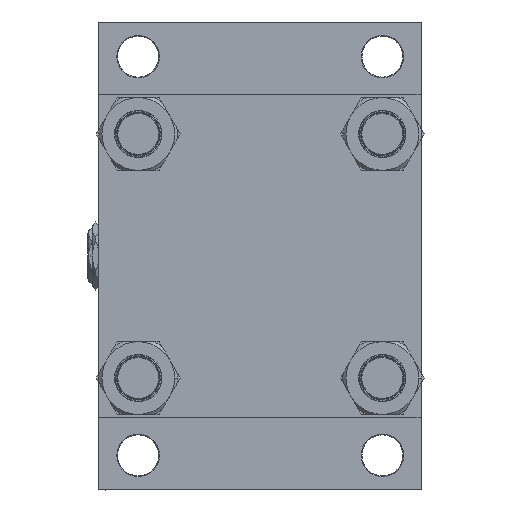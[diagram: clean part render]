
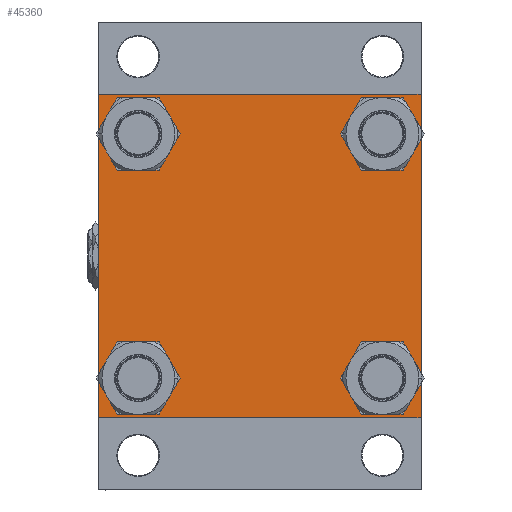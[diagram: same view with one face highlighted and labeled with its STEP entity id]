
A CAD part, left-side view. The second image highlights one B-rep face of the part: STEP entity #45360.
In plain terms, the highlighted planar face has unit normal (-1, 0, 0).
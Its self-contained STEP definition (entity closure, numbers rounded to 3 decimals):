
#344 = ORIENTED_EDGE ( 'NONE', *, *, #33444, .T. ) ;
#422 = EDGE_CURVE ( 'NONE', #42505, #14829, #2802, .T. ) ;
#883 = EDGE_CURVE ( 'NONE', #37743, #48089, #10972, .T. ) ;
#1289 = AXIS2_PLACEMENT_3D ( 'NONE', #35900, #43821, #17322 ) ;
#1607 = CIRCLE ( 'NONE', #16226, 14. ) ;
#1646 = DIRECTION ( 'NONE',  ( 1., 0., 0. ) ) ;
#1737 = EDGE_CURVE ( 'NONE', #27162, #6181, #2054, .T. ) ;
#1897 = DIRECTION ( 'NONE',  ( 0., 0., 1. ) ) ;
#2054 = CIRCLE ( 'NONE', #41076, 14. ) ;
#2318 = EDGE_CURVE ( 'NONE', #6181, #27162, #9401, .T. ) ;
#2802 = CIRCLE ( 'NONE', #38584, 14. ) ;
#3906 = LINE ( 'NONE', #19411, #24864 ) ;
#4869 = CARTESIAN_POINT ( 'NONE',  ( 0., 102., -102.5 ) ) ;
#4946 = DIRECTION ( 'NONE',  ( -1., 0., 0. ) ) ;
#6181 = VERTEX_POINT ( 'NONE', #13620 ) ;
#6587 = CARTESIAN_POINT ( 'NONE',  ( 0., 77.45, 63.45 ) ) ;
#7084 = CARTESIAN_POINT ( 'NONE',  ( 0., 102.25, -102.25 ) ) ;
#7318 = ORIENTED_EDGE ( 'NONE', *, *, #883, .T. ) ;
#7321 = CARTESIAN_POINT ( 'NONE',  ( 0., -102.5, -102. ) ) ;
#7330 = EDGE_CURVE ( 'NONE', #29262, #38042, #41568, .T. ) ;
#7353 = DIRECTION ( 'NONE',  ( 0., 0., 1. ) ) ;
#7689 = CARTESIAN_POINT ( 'NONE',  ( 0., 102.25, 102.25 ) ) ;
#8498 = FACE_BOUND ( 'NONE', #28790, .T. ) ;
#8787 = LINE ( 'NONE', #16927, #20346 ) ;
#9066 = EDGE_CURVE ( 'NONE', #24236, #35780, #22361, .T. ) ;
#9401 = CIRCLE ( 'NONE', #1289, 14. ) ;
#9768 = DIRECTION ( 'NONE',  ( 0., 0., 1. ) ) ;
#10099 = DIRECTION ( 'NONE',  ( 0., 0., -1. ) ) ;
#10746 = ORIENTED_EDGE ( 'NONE', *, *, #32315, .T. ) ;
#10972 = CIRCLE ( 'NONE', #46744, 14. ) ;
#11251 = CARTESIAN_POINT ( 'NONE',  ( 0., -77.45, -91.45 ) ) ;
#11399 = CARTESIAN_POINT ( 'NONE',  ( 0., -102.25, -102.25 ) ) ;
#11555 = EDGE_CURVE ( 'NONE', #35780, #24669, #30377, .T. ) ;
#12247 = DIRECTION ( 'NONE',  ( 1., 0., 0. ) ) ;
#12878 = ORIENTED_EDGE ( 'NONE', *, *, #32583, .F. ) ;
#13022 = DIRECTION ( 'NONE',  ( 0., -1., 0. ) ) ;
#13082 = VECTOR ( 'NONE', #13022, 1000. ) ;
#13620 = CARTESIAN_POINT ( 'NONE',  ( 0., 77.45, -91.45 ) ) ;
#13832 = EDGE_LOOP ( 'NONE', ( #22954, #24476, #24258, #18626, #36307, #38516, #12878, #17022 ) ) ;
#13903 = AXIS2_PLACEMENT_3D ( 'NONE', #37765, #33450, #41346 ) ;
#13921 = CARTESIAN_POINT ( 'NONE',  ( 0., 102.5, 102.5 ) ) ;
#14829 = VERTEX_POINT ( 'NONE', #38123 ) ;
#15083 = DIRECTION ( 'NONE',  ( 0., -1., 0. ) ) ;
#15201 = DIRECTION ( 'NONE',  ( 0., -0.707, 0.707 ) ) ;
#15931 = VECTOR ( 'NONE', #46139, 1000. ) ;
#15999 = EDGE_CURVE ( 'NONE', #14829, #42505, #25118, .T. ) ;
#16059 = CARTESIAN_POINT ( 'NONE',  ( 0., -77.45, 77.45 ) ) ;
#16192 = CARTESIAN_POINT ( 'NONE',  ( 0., 77.45, -63.45 ) ) ;
#16226 = AXIS2_PLACEMENT_3D ( 'NONE', #34739, #1646, #1897 ) ;
#16927 = CARTESIAN_POINT ( 'NONE',  ( 0., -102.5, 102.5 ) ) ;
#17022 = ORIENTED_EDGE ( 'NONE', *, *, #7330, .T. ) ;
#17198 = VERTEX_POINT ( 'NONE', #7321 ) ;
#17322 = DIRECTION ( 'NONE',  ( 0., 0., 1. ) ) ;
#17543 = CARTESIAN_POINT ( 'NONE',  ( 0., 102., 102.5 ) ) ;
#18106 = EDGE_CURVE ( 'NONE', #18500, #23846, #1607, .T. ) ;
#18500 = VERTEX_POINT ( 'NONE', #6587 ) ;
#18626 = ORIENTED_EDGE ( 'NONE', *, *, #49362, .T. ) ;
#18913 = EDGE_CURVE ( 'NONE', #19854, #17198, #8787, .T. ) ;
#19411 = CARTESIAN_POINT ( 'NONE',  ( 0., -102.25, 102.25 ) ) ;
#19854 = VERTEX_POINT ( 'NONE', #36539 ) ;
#20346 = VECTOR ( 'NONE', #20753, 1000. ) ;
#20753 = DIRECTION ( 'NONE',  ( 0., 0., -1. ) ) ;
#22361 = LINE ( 'NONE', #7084, #43695 ) ;
#22614 = DIRECTION ( 'NONE',  ( 0., -0.707, -0.707 ) ) ;
#22954 = ORIENTED_EDGE ( 'NONE', *, *, #23578, .T. ) ;
#23578 = EDGE_CURVE ( 'NONE', #38042, #24236, #48808, .T. ) ;
#23846 = VERTEX_POINT ( 'NONE', #29391 ) ;
#24038 = FACE_OUTER_BOUND ( 'NONE', #13832, .T. ) ;
#24236 = VERTEX_POINT ( 'NONE', #32380 ) ;
#24258 = ORIENTED_EDGE ( 'NONE', *, *, #11555, .T. ) ;
#24476 = ORIENTED_EDGE ( 'NONE', *, *, #9066, .T. ) ;
#24544 = FACE_BOUND ( 'NONE', #47578, .T. ) ;
#24669 = VERTEX_POINT ( 'NONE', #27609 ) ;
#24864 = VECTOR ( 'NONE', #27321, 1000. ) ;
#25052 = DIRECTION ( 'NONE',  ( 0., 0., 1. ) ) ;
#25118 = CIRCLE ( 'NONE', #30793, 14. ) ;
#26242 = EDGE_LOOP ( 'NONE', ( #10746, #28318 ) ) ;
#27162 = VERTEX_POINT ( 'NONE', #16192 ) ;
#27321 = DIRECTION ( 'NONE',  ( 0., 0.707, 0.707 ) ) ;
#27609 = CARTESIAN_POINT ( 'NONE',  ( 0., -102., -102.5 ) ) ;
#27849 = FACE_BOUND ( 'NONE', #26242, .T. ) ;
#28318 = ORIENTED_EDGE ( 'NONE', *, *, #18106, .T. ) ;
#28356 = FACE_BOUND ( 'NONE', #43330, .T. ) ;
#28790 = EDGE_LOOP ( 'NONE', ( #344, #7318 ) ) ;
#29262 = VERTEX_POINT ( 'NONE', #17543 ) ;
#29364 = CARTESIAN_POINT ( 'NONE',  ( 0., 77.45, 77.45 ) ) ;
#29391 = CARTESIAN_POINT ( 'NONE',  ( 0., 77.45, 91.45 ) ) ;
#29915 = CARTESIAN_POINT ( 'NONE',  ( 0., -77.45, -77.45 ) ) ;
#30377 = LINE ( 'NONE', #45912, #33966 ) ;
#30512 = CARTESIAN_POINT ( 'NONE',  ( 0., 77.45, -77.45 ) ) ;
#30545 = CARTESIAN_POINT ( 'NONE',  ( 0., -77.45, -63.45 ) ) ;
#30793 = AXIS2_PLACEMENT_3D ( 'NONE', #37951, #33143, #33885 ) ;
#32315 = EDGE_CURVE ( 'NONE', #23846, #18500, #35006, .T. ) ;
#32375 = CARTESIAN_POINT ( 'NONE',  ( 0., 102.5, 102.5 ) ) ;
#32380 = CARTESIAN_POINT ( 'NONE',  ( 0., 102.5, -102. ) ) ;
#32583 = EDGE_CURVE ( 'NONE', #29262, #42473, #40005, .T. ) ;
#33143 = DIRECTION ( 'NONE',  ( 1., 0., 0. ) ) ;
#33444 = EDGE_CURVE ( 'NONE', #48089, #37743, #48099, .T. ) ;
#33450 = DIRECTION ( 'NONE',  ( 1., 0., 0. ) ) ;
#33885 = DIRECTION ( 'NONE',  ( 0., 0., 1. ) ) ;
#33966 = VECTOR ( 'NONE', #15083, 1000. ) ;
#34739 = CARTESIAN_POINT ( 'NONE',  ( 0., 77.45, 77.45 ) ) ;
#35006 = CIRCLE ( 'NONE', #38237, 14. ) ;
#35478 = ORIENTED_EDGE ( 'NONE', *, *, #2318, .T. ) ;
#35603 = ORIENTED_EDGE ( 'NONE', *, *, #15999, .T. ) ;
#35780 = VERTEX_POINT ( 'NONE', #4869 ) ;
#35900 = CARTESIAN_POINT ( 'NONE',  ( 0., 77.45, -77.45 ) ) ;
#36307 = ORIENTED_EDGE ( 'NONE', *, *, #18913, .F. ) ;
#36462 = ORIENTED_EDGE ( 'NONE', *, *, #422, .T. ) ;
#36490 = PLANE ( 'NONE',  #46755 ) ;
#36539 = CARTESIAN_POINT ( 'NONE',  ( 0., -102.5, 102. ) ) ;
#36732 = VECTOR ( 'NONE', #10099, 1000. ) ;
#37267 = CARTESIAN_POINT ( 'NONE',  ( 0., 102.5, 102. ) ) ;
#37743 = VERTEX_POINT ( 'NONE', #11251 ) ;
#37765 = CARTESIAN_POINT ( 'NONE',  ( 0., -77.45, -77.45 ) ) ;
#37951 = CARTESIAN_POINT ( 'NONE',  ( 0., -77.45, 77.45 ) ) ;
#38037 = DIRECTION ( 'NONE',  ( 1., 0., 0. ) ) ;
#38042 = VERTEX_POINT ( 'NONE', #37267 ) ;
#38123 = CARTESIAN_POINT ( 'NONE',  ( 0., -77.45, 91.45 ) ) ;
#38237 = AXIS2_PLACEMENT_3D ( 'NONE', #29364, #44909, #9768 ) ;
#38394 = DIRECTION ( 'NONE',  ( 1., 0., 0. ) ) ;
#38516 = ORIENTED_EDGE ( 'NONE', *, *, #43780, .T. ) ;
#38584 = AXIS2_PLACEMENT_3D ( 'NONE', #16059, #12247, #43327 ) ;
#38869 = ORIENTED_EDGE ( 'NONE', *, *, #1737, .T. ) ;
#39886 = CARTESIAN_POINT ( 'NONE',  ( 0., -77.45, 63.45 ) ) ;
#40005 = LINE ( 'NONE', #32375, #13082 ) ;
#40362 = VECTOR ( 'NONE', #15201, 1000. ) ;
#41076 = AXIS2_PLACEMENT_3D ( 'NONE', #30512, #38394, #7353 ) ;
#41126 = DIRECTION ( 'NONE',  ( 0., 0., 1. ) ) ;
#41346 = DIRECTION ( 'NONE',  ( 0., 0., 1. ) ) ;
#41568 = LINE ( 'NONE', #7689, #15931 ) ;
#42473 = VERTEX_POINT ( 'NONE', #43730 ) ;
#42505 = VERTEX_POINT ( 'NONE', #39886 ) ;
#43327 = DIRECTION ( 'NONE',  ( 0., 0., 1. ) ) ;
#43330 = EDGE_LOOP ( 'NONE', ( #35603, #36462 ) ) ;
#43695 = VECTOR ( 'NONE', #22614, 1000. ) ;
#43730 = CARTESIAN_POINT ( 'NONE',  ( 0., -102., 102.5 ) ) ;
#43780 = EDGE_CURVE ( 'NONE', #19854, #42473, #3906, .T. ) ;
#43821 = DIRECTION ( 'NONE',  ( 1., 0., 0. ) ) ;
#44407 = CARTESIAN_POINT ( 'NONE',  ( 0., 0., 0. ) ) ;
#44909 = DIRECTION ( 'NONE',  ( 1., 0., 0. ) ) ;
#45360 = ADVANCED_FACE ( 'NONE', ( #28356, #8498, #24544, #27849, #24038 ), #36490, .T. ) ;
#45912 = CARTESIAN_POINT ( 'NONE',  ( 0., 102.5, -102.5 ) ) ;
#46139 = DIRECTION ( 'NONE',  ( 0., 0.707, -0.707 ) ) ;
#46744 = AXIS2_PLACEMENT_3D ( 'NONE', #29915, #38037, #41126 ) ;
#46755 = AXIS2_PLACEMENT_3D ( 'NONE', #44407, #4946, #25052 ) ;
#47578 = EDGE_LOOP ( 'NONE', ( #38869, #35478 ) ) ;
#48089 = VERTEX_POINT ( 'NONE', #30545 ) ;
#48099 = CIRCLE ( 'NONE', #13903, 14. ) ;
#48808 = LINE ( 'NONE', #13921, #36732 ) ;
#49362 = EDGE_CURVE ( 'NONE', #24669, #17198, #50111, .T. ) ;
#50111 = LINE ( 'NONE', #11399, #40362 ) ;
